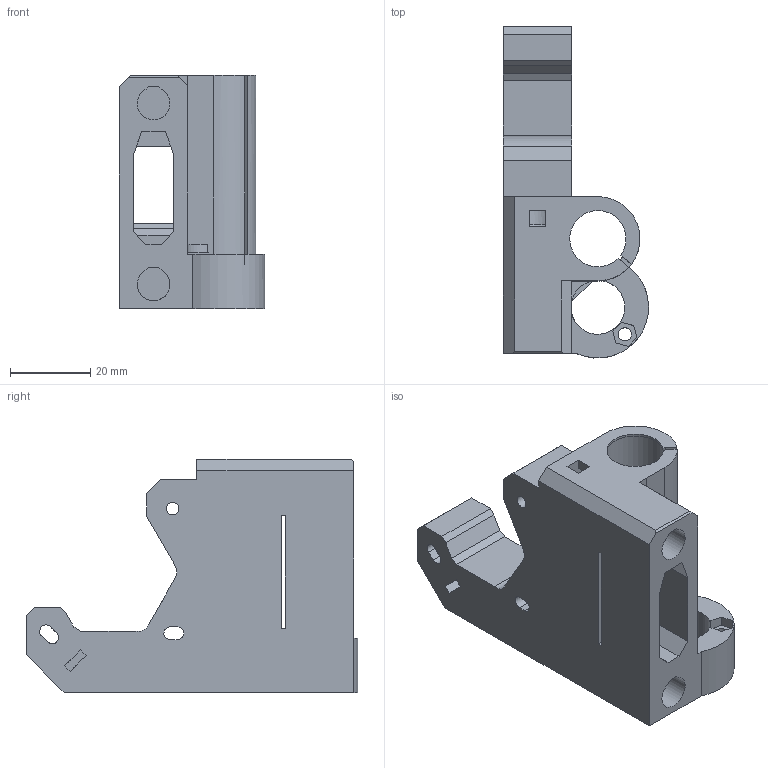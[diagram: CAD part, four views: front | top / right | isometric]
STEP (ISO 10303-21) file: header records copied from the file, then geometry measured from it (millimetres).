
FILE_DESCRIPTION( ( '' ), ' ' );
FILE_NAME( '5a8cc72dcdc8c10f0970d750.step', '2018-02-21T01:11:10', ( '' ), ( '' ), ' ', ' ', ' ' );
FILE_SCHEMA( ( 'AUTOMOTIVE_DESIGN { 1 0 10303 214 1 1 1 1 }' ) );
Length unit declared in the file: metre
Products named in the file (1): Fusion
Bounding box: 36.11 x 82.58 x 58 mm (x, y, z)
Volume: 47881.4 mm3; surface area: 23446.7 mm2
Topology: 1 solids, 1 shells, 175 faces, 514 edges, 341 vertices
Faces by surface type: plane 119, cylinder 48, cone 8
Full cylindrical faces by diameter (mm): 3.1 x1, 3.3 x3, 3.4 x2, 6.1 x1, 6.4 x1, 10 x1, 13.4 x1, 15.082 x1
Entity records: 9428 total; most frequent: CARTESIAN_POINT 1276, ORIENTED_EDGE 976, DIRECTION 923, STYLED_ITEM 596, PRESENTATION_STYLE_ASSIGNMENT 596, COLOUR_RGB 596, EDGE_CURVE 488, CURVE_STYLE 421
